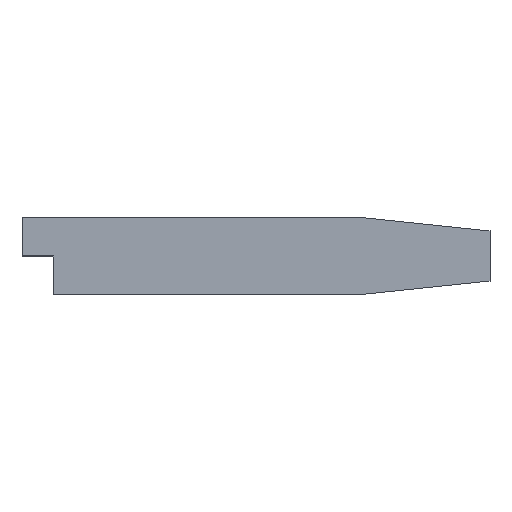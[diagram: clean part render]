
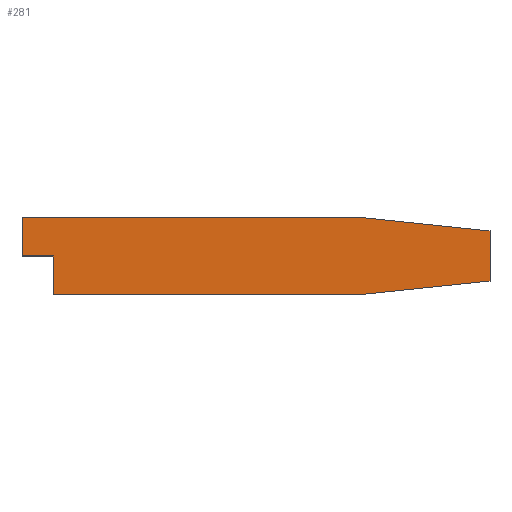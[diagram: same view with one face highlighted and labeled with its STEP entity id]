
A CAD part, top view. The second image highlights one B-rep face of the part: STEP entity #281.
In plain terms, the highlighted planar face has unit normal (0, 0, 1).
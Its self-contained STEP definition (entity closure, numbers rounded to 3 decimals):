
#24 = VERTEX_POINT('',#25);
#25 = CARTESIAN_POINT('',(0.,25.4,2.5));
#31 = EDGE_CURVE('',#24,#32,#34,.T.);
#32 = VERTEX_POINT('',#33);
#33 = CARTESIAN_POINT('',(20.6,25.4,2.5));
#34 = LINE('',#35,#36);
#35 = CARTESIAN_POINT('',(0.,25.4,2.5));
#36 = VECTOR('',#37,1.);
#37 = DIRECTION('',(1.,0.,0.));
#62 = EDGE_CURVE('',#32,#63,#65,.T.);
#63 = VERTEX_POINT('',#64);
#64 = CARTESIAN_POINT('',(20.6,0.,2.5));
#65 = LINE('',#66,#67);
#66 = CARTESIAN_POINT('',(20.6,25.4,2.5));
#67 = VECTOR('',#68,1.);
#68 = DIRECTION('',(0.,-1.,0.));
#93 = EDGE_CURVE('',#63,#94,#96,.T.);
#94 = VERTEX_POINT('',#95);
#95 = CARTESIAN_POINT('',(226.6,0.,2.5));
#96 = LINE('',#97,#98);
#97 = CARTESIAN_POINT('',(20.6,0.,2.5));
#98 = VECTOR('',#99,1.);
#99 = DIRECTION('',(1.,0.,0.));
#124 = EDGE_CURVE('',#94,#125,#127,.T.);
#125 = VERTEX_POINT('',#126);
#126 = CARTESIAN_POINT('',(310.6,8.8,2.5));
#127 = LINE('',#128,#129);
#128 = CARTESIAN_POINT('',(226.6,0.,2.5));
#129 = VECTOR('',#130,1.);
#130 = DIRECTION('',(0.995,0.104,0.));
#157 = VERTEX_POINT('',#158);
#158 = CARTESIAN_POINT('',(310.6,42.,2.5));
#164 = EDGE_CURVE('',#157,#125,#165,.T.);
#165 = LINE('',#166,#167);
#166 = CARTESIAN_POINT('',(310.6,42.,2.5));
#167 = VECTOR('',#168,1.);
#168 = DIRECTION('',(0.,-1.,0.));
#188 = VERTEX_POINT('',#189);
#189 = CARTESIAN_POINT('',(226.6,50.8,2.5));
#195 = EDGE_CURVE('',#188,#157,#196,.T.);
#196 = LINE('',#197,#198);
#197 = CARTESIAN_POINT('',(226.6,50.8,2.5));
#198 = VECTOR('',#199,1.);
#199 = DIRECTION('',(0.995,-0.104,0.));
#219 = VERTEX_POINT('',#220);
#220 = CARTESIAN_POINT('',(0.,50.8,2.5));
#226 = EDGE_CURVE('',#219,#188,#227,.T.);
#227 = LINE('',#228,#229);
#228 = CARTESIAN_POINT('',(0.,50.8,2.5));
#229 = VECTOR('',#230,1.);
#230 = DIRECTION('',(1.,0.,0.));
#248 = EDGE_CURVE('',#24,#219,#249,.T.);
#249 = LINE('',#250,#251);
#250 = CARTESIAN_POINT('',(0.,25.4,2.5));
#251 = VECTOR('',#252,1.);
#252 = DIRECTION('',(0.,1.,0.));
#281 = ADVANCED_FACE('',(#282),#292,.T.);
#282 = FACE_BOUND('',#283,.T.);
#283 = EDGE_LOOP('',(#284,#285,#286,#287,#288,#289,#290,#291));
#284 = ORIENTED_EDGE('',*,*,#31,.T.);
#285 = ORIENTED_EDGE('',*,*,#62,.T.);
#286 = ORIENTED_EDGE('',*,*,#93,.T.);
#287 = ORIENTED_EDGE('',*,*,#124,.T.);
#288 = ORIENTED_EDGE('',*,*,#164,.F.);
#289 = ORIENTED_EDGE('',*,*,#195,.F.);
#290 = ORIENTED_EDGE('',*,*,#226,.F.);
#291 = ORIENTED_EDGE('',*,*,#248,.F.);
#292 = PLANE('',#293);
#293 = AXIS2_PLACEMENT_3D('',#294,#295,#296);
#294 = CARTESIAN_POINT('',(152.318,26.141,2.5));
#295 = DIRECTION('',(0.,0.,1.));
#296 = DIRECTION('',(1.,0.,0.));
